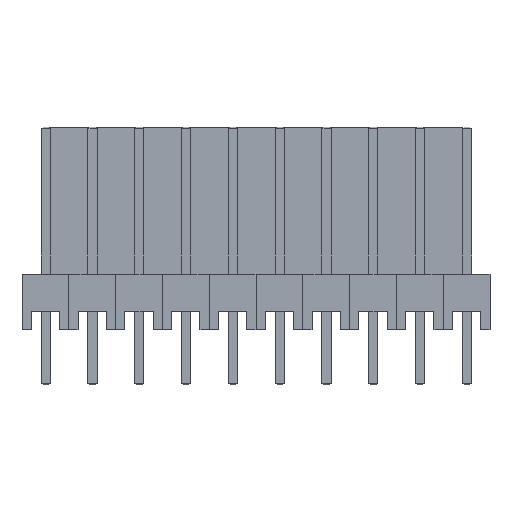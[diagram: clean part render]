
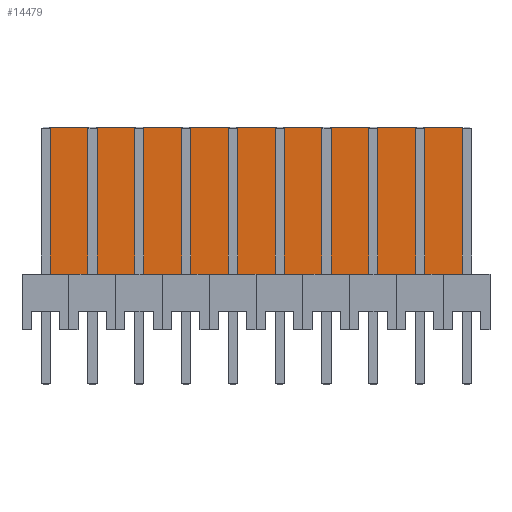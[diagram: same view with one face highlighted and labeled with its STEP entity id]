
A CAD part, front view. The second image highlights one B-rep face of the part: STEP entity #14479.
In plain terms, the highlighted face is planar.
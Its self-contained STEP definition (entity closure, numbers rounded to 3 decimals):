
#14129 = PLANE('',#14130);
#14130 = AXIS2_PLACEMENT_3D('',#14131,#14132,#14133);
#14131 = CARTESIAN_POINT('',(24.06,3.,0.));
#14132 = DIRECTION('',(-1.,0.,0.));
#14133 = DIRECTION('',(0.,1.,0.));
#14154 = VERTEX_POINT('',#14155);
#14155 = CARTESIAN_POINT('',(24.06,3.,1.));
#14169 = PLANE('',#14170);
#14170 = AXIS2_PLACEMENT_3D('',#14171,#14172,#14173);
#14171 = CARTESIAN_POINT('',(1.2,3.,0.));
#14172 = DIRECTION('',(0.,1.,0.));
#14173 = DIRECTION('',(1.,0.,0.));
#14181 = EDGE_CURVE('',#14154,#14182,#14184,.T.);
#14182 = VERTEX_POINT('',#14183);
#14183 = CARTESIAN_POINT('',(24.06,10.7,1.));
#14184 = SURFACE_CURVE('',#14185,(#14189,#14196),.PCURVE_S1.);
#14185 = LINE('',#14186,#14187);
#14186 = CARTESIAN_POINT('',(24.06,3.,1.));
#14187 = VECTOR('',#14188,1.);
#14188 = DIRECTION('',(0.,1.,0.));
#14189 = PCURVE('',#14129,#14190);
#14190 = DEFINITIONAL_REPRESENTATION('',(#14191),#14195);
#14191 = LINE('',#14192,#14193);
#14192 = CARTESIAN_POINT('',(0.,-1.));
#14193 = VECTOR('',#14194,1.);
#14194 = DIRECTION('',(1.,0.));
#14195 = ( GEOMETRIC_REPRESENTATION_CONTEXT(2) 
PARAMETRIC_REPRESENTATION_CONTEXT() REPRESENTATION_CONTEXT('2D SPACE',''
  ) );
#14196 = PCURVE('',#14197,#14202);
#14197 = PLANE('',#14198);
#14198 = AXIS2_PLACEMENT_3D('',#14199,#14200,#14201);
#14199 = CARTESIAN_POINT('',(24.06,3.,1.));
#14200 = DIRECTION('',(0.,0.,-1.));
#14201 = DIRECTION('',(0.,1.,0.));
#14202 = DEFINITIONAL_REPRESENTATION('',(#14203),#14207);
#14203 = LINE('',#14204,#14205);
#14204 = CARTESIAN_POINT('',(0.,0.));
#14205 = VECTOR('',#14206,1.);
#14206 = DIRECTION('',(1.,0.));
#14207 = ( GEOMETRIC_REPRESENTATION_CONTEXT(2) 
PARAMETRIC_REPRESENTATION_CONTEXT() REPRESENTATION_CONTEXT('2D SPACE',''
  ) );
#14223 = CYLINDRICAL_SURFACE('',#14224,0.3);
#14224 = AXIS2_PLACEMENT_3D('',#14225,#14226,#14227);
#14225 = CARTESIAN_POINT('',(23.76,10.7,0.));
#14226 = DIRECTION('',(0.,0.,1.));
#14227 = DIRECTION('',(1.,0.,-0.));
#14278 = PLANE('',#14279);
#14279 = AXIS2_PLACEMENT_3D('',#14280,#14281,#14282);
#14280 = CARTESIAN_POINT('',(1.2,11.,0.));
#14281 = DIRECTION('',(1.,0.,0.));
#14282 = DIRECTION('',(0.,-1.,0.));
#14311 = CYLINDRICAL_SURFACE('',#14312,0.3);
#14312 = AXIS2_PLACEMENT_3D('',#14313,#14314,#14315);
#14313 = CARTESIAN_POINT('',(1.5,10.7,0.));
#14314 = DIRECTION('',(0.,0.,1.));
#14315 = DIRECTION('',(-0.,1.,0.));
#14339 = PLANE('',#14340);
#14340 = AXIS2_PLACEMENT_3D('',#14341,#14342,#14343);
#14341 = CARTESIAN_POINT('',(24.06,11.,0.));
#14342 = DIRECTION('',(0.,-1.,0.));
#14343 = DIRECTION('',(-1.,0.,0.));
#14382 = VERTEX_POINT('',#14383);
#14383 = CARTESIAN_POINT('',(23.76,11.,1.));
#14404 = EDGE_CURVE('',#14182,#14382,#14405,.T.);
#14405 = SURFACE_CURVE('',#14406,(#14411,#14418),.PCURVE_S1.);
#14406 = CIRCLE('',#14407,0.3);
#14407 = AXIS2_PLACEMENT_3D('',#14408,#14409,#14410);
#14408 = CARTESIAN_POINT('',(23.76,10.7,1.));
#14409 = DIRECTION('',(0.,0.,1.));
#14410 = DIRECTION('',(0.,-1.,0.));
#14411 = PCURVE('',#14223,#14412);
#14412 = DEFINITIONAL_REPRESENTATION('',(#14413),#14417);
#14413 = LINE('',#14414,#14415);
#14414 = CARTESIAN_POINT('',(-1.571,1.));
#14415 = VECTOR('',#14416,1.);
#14416 = DIRECTION('',(1.,0.));
#14417 = ( GEOMETRIC_REPRESENTATION_CONTEXT(2) 
PARAMETRIC_REPRESENTATION_CONTEXT() REPRESENTATION_CONTEXT('2D SPACE',''
  ) );
#14418 = PCURVE('',#14197,#14419);
#14419 = DEFINITIONAL_REPRESENTATION('',(#14420),#14428);
#14420 = ( BOUNDED_CURVE() B_SPLINE_CURVE(2,(#14421,#14422,#14423,#14424
    ,#14425,#14426,#14427),.UNSPECIFIED.,.F.,.F.) 
B_SPLINE_CURVE_WITH_KNOTS((1,2,2,2,2,1),(-2.094,0.,
    2.094,4.189,6.283,8.378),
.UNSPECIFIED.) CURVE() GEOMETRIC_REPRESENTATION_ITEM() 
RATIONAL_B_SPLINE_CURVE((1.,0.5,1.,0.5,1.,0.5,1.)) REPRESENTATION_ITEM(
  '') );
#14421 = CARTESIAN_POINT('',(7.4,-0.3));
#14422 = CARTESIAN_POINT('',(7.4,0.22));
#14423 = CARTESIAN_POINT('',(7.85,-0.04));
#14424 = CARTESIAN_POINT('',(8.3,-0.3));
#14425 = CARTESIAN_POINT('',(7.85,-0.56));
#14426 = CARTESIAN_POINT('',(7.4,-0.82));
#14427 = CARTESIAN_POINT('',(7.4,-0.3));
#14428 = ( GEOMETRIC_REPRESENTATION_CONTEXT(2) 
PARAMETRIC_REPRESENTATION_CONTEXT() REPRESENTATION_CONTEXT('2D SPACE',''
  ) );
#14435 = VERTEX_POINT('',#14436);
#14436 = CARTESIAN_POINT('',(1.2,3.,1.));
#14457 = EDGE_CURVE('',#14435,#14154,#14458,.T.);
#14458 = SURFACE_CURVE('',#14459,(#14463,#14470),.PCURVE_S1.);
#14459 = LINE('',#14460,#14461);
#14460 = CARTESIAN_POINT('',(1.2,3.,1.));
#14461 = VECTOR('',#14462,1.);
#14462 = DIRECTION('',(1.,0.,0.));
#14463 = PCURVE('',#14169,#14464);
#14464 = DEFINITIONAL_REPRESENTATION('',(#14465),#14469);
#14465 = LINE('',#14466,#14467);
#14466 = CARTESIAN_POINT('',(0.,-1.));
#14467 = VECTOR('',#14468,1.);
#14468 = DIRECTION('',(1.,0.));
#14469 = ( GEOMETRIC_REPRESENTATION_CONTEXT(2) 
PARAMETRIC_REPRESENTATION_CONTEXT() REPRESENTATION_CONTEXT('2D SPACE',''
  ) );
#14470 = PCURVE('',#14197,#14471);
#14471 = DEFINITIONAL_REPRESENTATION('',(#14472),#14476);
#14472 = LINE('',#14473,#14474);
#14473 = CARTESIAN_POINT('',(0.,-22.86));
#14474 = VECTOR('',#14475,1.);
#14475 = DIRECTION('',(0.,1.));
#14476 = ( GEOMETRIC_REPRESENTATION_CONTEXT(2) 
PARAMETRIC_REPRESENTATION_CONTEXT() REPRESENTATION_CONTEXT('2D SPACE',''
  ) );
#14479 = ADVANCED_FACE('',(#14480),#14197,.F.);
#14480 = FACE_BOUND('',#14481,.F.);
#14481 = EDGE_LOOP('',(#14482,#14483,#14484,#14507,#14535,#14556));
#14482 = ORIENTED_EDGE('',*,*,#14181,.F.);
#14483 = ORIENTED_EDGE('',*,*,#14457,.F.);
#14484 = ORIENTED_EDGE('',*,*,#14485,.F.);
#14485 = EDGE_CURVE('',#14486,#14435,#14488,.T.);
#14486 = VERTEX_POINT('',#14487);
#14487 = CARTESIAN_POINT('',(1.2,10.7,1.));
#14488 = SURFACE_CURVE('',#14489,(#14493,#14500),.PCURVE_S1.);
#14489 = LINE('',#14490,#14491);
#14490 = CARTESIAN_POINT('',(1.2,11.,1.));
#14491 = VECTOR('',#14492,1.);
#14492 = DIRECTION('',(0.,-1.,0.));
#14493 = PCURVE('',#14197,#14494);
#14494 = DEFINITIONAL_REPRESENTATION('',(#14495),#14499);
#14495 = LINE('',#14496,#14497);
#14496 = CARTESIAN_POINT('',(8.,-22.86));
#14497 = VECTOR('',#14498,1.);
#14498 = DIRECTION('',(-1.,0.));
#14499 = ( GEOMETRIC_REPRESENTATION_CONTEXT(2) 
PARAMETRIC_REPRESENTATION_CONTEXT() REPRESENTATION_CONTEXT('2D SPACE',''
  ) );
#14500 = PCURVE('',#14278,#14501);
#14501 = DEFINITIONAL_REPRESENTATION('',(#14502),#14506);
#14502 = LINE('',#14503,#14504);
#14503 = CARTESIAN_POINT('',(0.,-1.));
#14504 = VECTOR('',#14505,1.);
#14505 = DIRECTION('',(1.,0.));
#14506 = ( GEOMETRIC_REPRESENTATION_CONTEXT(2) 
PARAMETRIC_REPRESENTATION_CONTEXT() REPRESENTATION_CONTEXT('2D SPACE',''
  ) );
#14507 = ORIENTED_EDGE('',*,*,#14508,.F.);
#14508 = EDGE_CURVE('',#14509,#14486,#14511,.T.);
#14509 = VERTEX_POINT('',#14510);
#14510 = CARTESIAN_POINT('',(1.5,11.,1.));
#14511 = SURFACE_CURVE('',#14512,(#14517,#14528),.PCURVE_S1.);
#14512 = CIRCLE('',#14513,0.3);
#14513 = AXIS2_PLACEMENT_3D('',#14514,#14515,#14516);
#14514 = CARTESIAN_POINT('',(1.5,10.7,1.));
#14515 = DIRECTION('',(0.,0.,1.));
#14516 = DIRECTION('',(0.,-1.,0.));
#14517 = PCURVE('',#14197,#14518);
#14518 = DEFINITIONAL_REPRESENTATION('',(#14519),#14527);
#14519 = ( BOUNDED_CURVE() B_SPLINE_CURVE(2,(#14520,#14521,#14522,#14523
    ,#14524,#14525,#14526),.UNSPECIFIED.,.F.,.F.) 
B_SPLINE_CURVE_WITH_KNOTS((1,2,2,2,2,1),(-2.094,0.,
    2.094,4.189,6.283,8.378),
.UNSPECIFIED.) CURVE() GEOMETRIC_REPRESENTATION_ITEM() 
RATIONAL_B_SPLINE_CURVE((1.,0.5,1.,0.5,1.,0.5,1.)) REPRESENTATION_ITEM(
  '') );
#14520 = CARTESIAN_POINT('',(7.4,-22.56));
#14521 = CARTESIAN_POINT('',(7.4,-22.04));
#14522 = CARTESIAN_POINT('',(7.85,-22.3));
#14523 = CARTESIAN_POINT('',(8.3,-22.56));
#14524 = CARTESIAN_POINT('',(7.85,-22.82));
#14525 = CARTESIAN_POINT('',(7.4,-23.08));
#14526 = CARTESIAN_POINT('',(7.4,-22.56));
#14527 = ( GEOMETRIC_REPRESENTATION_CONTEXT(2) 
PARAMETRIC_REPRESENTATION_CONTEXT() REPRESENTATION_CONTEXT('2D SPACE',''
  ) );
#14528 = PCURVE('',#14311,#14529);
#14529 = DEFINITIONAL_REPRESENTATION('',(#14530),#14534);
#14530 = LINE('',#14531,#14532);
#14531 = CARTESIAN_POINT('',(-3.142,1.));
#14532 = VECTOR('',#14533,1.);
#14533 = DIRECTION('',(1.,0.));
#14534 = ( GEOMETRIC_REPRESENTATION_CONTEXT(2) 
PARAMETRIC_REPRESENTATION_CONTEXT() REPRESENTATION_CONTEXT('2D SPACE',''
  ) );
#14535 = ORIENTED_EDGE('',*,*,#14536,.F.);
#14536 = EDGE_CURVE('',#14382,#14509,#14537,.T.);
#14537 = SURFACE_CURVE('',#14538,(#14542,#14549),.PCURVE_S1.);
#14538 = LINE('',#14539,#14540);
#14539 = CARTESIAN_POINT('',(24.06,11.,1.));
#14540 = VECTOR('',#14541,1.);
#14541 = DIRECTION('',(-1.,0.,0.));
#14542 = PCURVE('',#14197,#14543);
#14543 = DEFINITIONAL_REPRESENTATION('',(#14544),#14548);
#14544 = LINE('',#14545,#14546);
#14545 = CARTESIAN_POINT('',(8.,0.));
#14546 = VECTOR('',#14547,1.);
#14547 = DIRECTION('',(0.,-1.));
#14548 = ( GEOMETRIC_REPRESENTATION_CONTEXT(2) 
PARAMETRIC_REPRESENTATION_CONTEXT() REPRESENTATION_CONTEXT('2D SPACE',''
  ) );
#14549 = PCURVE('',#14339,#14550);
#14550 = DEFINITIONAL_REPRESENTATION('',(#14551),#14555);
#14551 = LINE('',#14552,#14553);
#14552 = CARTESIAN_POINT('',(0.,-1.));
#14553 = VECTOR('',#14554,1.);
#14554 = DIRECTION('',(1.,0.));
#14555 = ( GEOMETRIC_REPRESENTATION_CONTEXT(2) 
PARAMETRIC_REPRESENTATION_CONTEXT() REPRESENTATION_CONTEXT('2D SPACE',''
  ) );
#14556 = ORIENTED_EDGE('',*,*,#14404,.F.);
